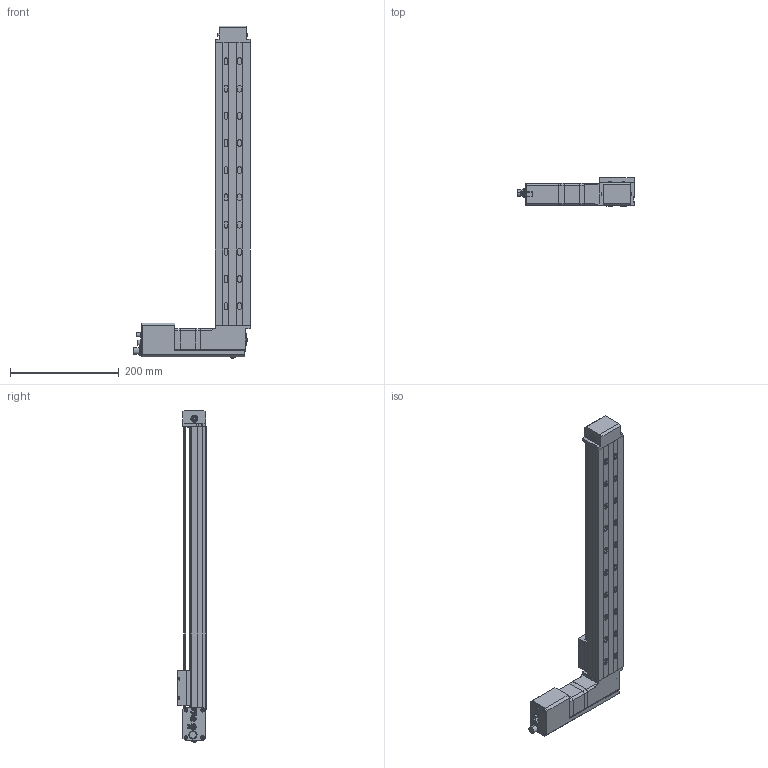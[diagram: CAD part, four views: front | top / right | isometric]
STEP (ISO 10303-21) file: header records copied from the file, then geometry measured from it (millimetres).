
FILE_DESCRIPTION (( 'STEP AP203' ), '1' );
FILE_NAME ('X-BLQ0445-E01C.step', '2023-05-18T00:14:16', ( '' ), ( '' ), 'SwSTEP 2.0', 'SolidWorks 2019', '' );
FILE_SCHEMA (( 'CONFIG_CONTROL_DESIGN' ));
Length unit declared in the file: millimetre
Products named in the file (4): X-BLQ0445-E01C; NMS17_motor^BLQ_X-BLQ-E01; BLQ_base^BLQ_BLQ0445-C1; BLQ_carriage^BLQ_Rigid Cover
Assembly tree (3 placements, depth 2):
  X-BLQ0445-E01C
    BLQ_base^BLQ_BLQ0445-C1
    BLQ_carriage^BLQ_Rigid Cover
    NMS17_motor^BLQ_X-BLQ-E01
Bounding box: 214.85 x 51.8 x 610.2 mm (x, y, z)
Volume: 1096468.1 mm3; surface area: 344368.2 mm2
Topology: 32 solids, 32 shells, 1015 faces, 2659 edges, 1742 vertices
Faces by surface type: plane 558, cylinder 401, cone 30, torus 16, sphere 10
Entity records: 31877 total; most frequent: CARTESIAN_POINT 5704, DIRECTION 5521, ORIENTED_EDGE 5270, EDGE_CURVE 2635, AXIS2_PLACEMENT_3D 1943, VERTEX_POINT 1734, VECTOR 1635, LINE 1635
